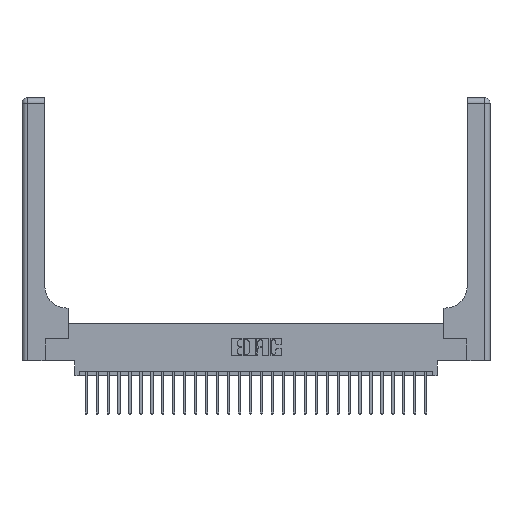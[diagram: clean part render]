
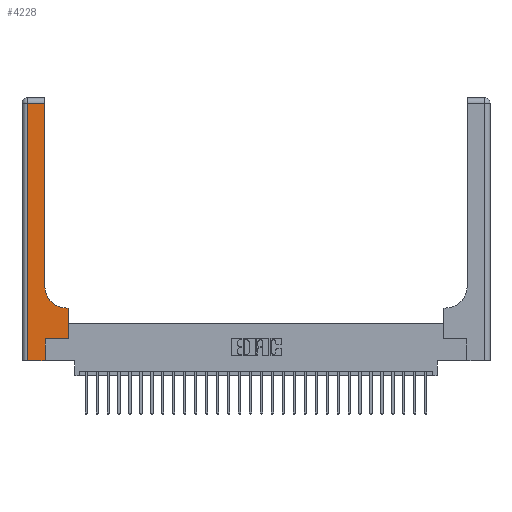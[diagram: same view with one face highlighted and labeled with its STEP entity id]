
A CAD part, top view. The second image highlights one B-rep face of the part: STEP entity #4228.
In plain terms, the highlighted planar face has unit normal (0, 0, 1).
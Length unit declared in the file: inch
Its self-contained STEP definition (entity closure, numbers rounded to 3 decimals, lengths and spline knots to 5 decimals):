
#244 = CARTESIAN_POINT ( 'NONE',  ( 0.528, 0.25, 0.37 ) ) ;
#746 = PLANE ( 'NONE',  #3076 ) ;
#836 = CARTESIAN_POINT ( 'NONE',  ( 0.06, 0., 0.37 ) ) ;
#955 = VECTOR ( 'NONE', #16928, 39.37008 ) ;
#1029 = FACE_OUTER_BOUND ( 'NONE', #21800, .T. ) ;
#1281 = EDGE_CURVE ( 'NONE', #26801, #16309, #15279, .T. ) ;
#1979 = CARTESIAN_POINT ( 'NONE',  ( 0.06, 3., 0.37 ) ) ;
#2085 = DIRECTION ( 'NONE',  ( -1., 0., 0. ) ) ;
#2488 = VECTOR ( 'NONE', #10780, 39.37008 ) ;
#2949 = ORIENTED_EDGE ( 'NONE', *, *, #18367, .T. ) ;
#3076 = AXIS2_PLACEMENT_3D ( 'NONE', #26680, #9671, #15917 ) ;
#3151 = VERTEX_POINT ( 'NONE', #4624 ) ;
#3967 = VERTEX_POINT ( 'NONE', #16760 ) ;
#4228 = ADVANCED_FACE ( 'NONE', ( #1029 ), #746, .F. ) ;
#4386 = DIRECTION ( 'NONE',  ( 0., -1., 0. ) ) ;
#4624 = CARTESIAN_POINT ( 'NONE',  ( 0.26, 0.85, 0.37 ) ) ;
#4698 = EDGE_CURVE ( 'NONE', #23891, #3151, #12507, .T. ) ;
#5755 = VERTEX_POINT ( 'NONE', #6825 ) ;
#6184 = CARTESIAN_POINT ( 'NONE',  ( 0.51, 0.6, 0.37 ) ) ;
#6339 = LINE ( 'NONE', #17673, #19390 ) ;
#6487 = DIRECTION ( 'NONE',  ( 1., 0., 0. ) ) ;
#6529 = ORIENTED_EDGE ( 'NONE', *, *, #6730, .T. ) ;
#6730 = EDGE_CURVE ( 'NONE', #3151, #13604, #11015, .T. ) ;
#6813 = VECTOR ( 'NONE', #4386, 39.37008 ) ;
#6825 = CARTESIAN_POINT ( 'NONE',  ( 0.265, 0.25, 0.37 ) ) ;
#7418 = CARTESIAN_POINT ( 'NONE',  ( 0.528, 0.25, 0.37 ) ) ;
#8060 = DIRECTION ( 'NONE',  ( 1., 0., 0. ) ) ;
#8200 = CARTESIAN_POINT ( 'NONE',  ( 0.51, 0.85, 0.37 ) ) ;
#8330 = DIRECTION ( 'NONE',  ( 1., 0., 0. ) ) ;
#9671 = DIRECTION ( 'NONE',  ( 0., 0., -1. ) ) ;
#10412 = LINE ( 'NONE', #19058, #955 ) ;
#10548 = ORIENTED_EDGE ( 'NONE', *, *, #27064, .T. ) ;
#10718 = AXIS2_PLACEMENT_3D ( 'NONE', #8200, #14574, #8060 ) ;
#10778 = VECTOR ( 'NONE', #19655, 39.37008 ) ;
#10780 = DIRECTION ( 'NONE',  ( 0., 1., 0. ) ) ;
#10847 = VERTEX_POINT ( 'NONE', #23663 ) ;
#11015 = LINE ( 'NONE', #15122, #10778 ) ;
#11262 = VERTEX_POINT ( 'NONE', #244 ) ;
#11919 = ORIENTED_EDGE ( 'NONE', *, *, #4698, .T. ) ;
#12507 = CIRCLE ( 'NONE', #10718, 0.25 ) ;
#13192 = LINE ( 'NONE', #25797, #2488 ) ;
#13604 = VERTEX_POINT ( 'NONE', #15822 ) ;
#14055 = VECTOR ( 'NONE', #6487, 39.37008 ) ;
#14395 = VECTOR ( 'NONE', #8330, 39.37008 ) ;
#14574 = DIRECTION ( 'NONE',  ( 0., 0., -1. ) ) ;
#15122 = CARTESIAN_POINT ( 'NONE',  ( 0.26, 3., 0.37 ) ) ;
#15279 = LINE ( 'NONE', #25907, #14395 ) ;
#15822 = CARTESIAN_POINT ( 'NONE',  ( 0.26, 2.94, 0.37 ) ) ;
#15917 = DIRECTION ( 'NONE',  ( -1., 0., 0. ) ) ;
#16309 = VERTEX_POINT ( 'NONE', #20466 ) ;
#16677 = CARTESIAN_POINT ( 'NONE',  ( 0.265, 0.25, 0.37 ) ) ;
#16760 = CARTESIAN_POINT ( 'NONE',  ( 0.528, 0.6, 0.37 ) ) ;
#16878 = ORIENTED_EDGE ( 'NONE', *, *, #24440, .T. ) ;
#16928 = DIRECTION ( 'NONE',  ( -1., 0., 0. ) ) ;
#17137 = LINE ( 'NONE', #1979, #6813 ) ;
#17673 = CARTESIAN_POINT ( 'NONE',  ( 0., 2.94, 0.37 ) ) ;
#17770 = DIRECTION ( 'NONE',  ( 0., 1., 0. ) ) ;
#18045 = LINE ( 'NONE', #7418, #24372 ) ;
#18367 = EDGE_CURVE ( 'NONE', #16309, #5755, #13192, .T. ) ;
#19058 = CARTESIAN_POINT ( 'NONE',  ( 0.26, 0.6, 0.37 ) ) ;
#19390 = VECTOR ( 'NONE', #2085, 39.37008 ) ;
#19655 = DIRECTION ( 'NONE',  ( 0., 1., 0. ) ) ;
#20466 = CARTESIAN_POINT ( 'NONE',  ( 0.265, 0., 0.37 ) ) ;
#21800 = EDGE_LOOP ( 'NONE', ( #6529, #25702, #22266, #26300, #2949, #10548, #16878, #25040, #11919 ) ) ;
#22266 = ORIENTED_EDGE ( 'NONE', *, *, #26611, .T. ) ;
#22854 = EDGE_CURVE ( 'NONE', #13604, #10847, #6339, .T. ) ;
#23335 = LINE ( 'NONE', #16677, #14055 ) ;
#23663 = CARTESIAN_POINT ( 'NONE',  ( 0.06, 2.94, 0.37 ) ) ;
#23891 = VERTEX_POINT ( 'NONE', #6184 ) ;
#24372 = VECTOR ( 'NONE', #17770, 39.37008 ) ;
#24440 = EDGE_CURVE ( 'NONE', #11262, #3967, #18045, .T. ) ;
#25040 = ORIENTED_EDGE ( 'NONE', *, *, #27483, .T. ) ;
#25702 = ORIENTED_EDGE ( 'NONE', *, *, #22854, .T. ) ;
#25797 = CARTESIAN_POINT ( 'NONE',  ( 0.265, 0., 0.37 ) ) ;
#25907 = CARTESIAN_POINT ( 'NONE',  ( 0., 0., 0.37 ) ) ;
#26300 = ORIENTED_EDGE ( 'NONE', *, *, #1281, .T. ) ;
#26611 = EDGE_CURVE ( 'NONE', #10847, #26801, #17137, .T. ) ;
#26680 = CARTESIAN_POINT ( 'NONE',  ( 0., 3., 0.37 ) ) ;
#26801 = VERTEX_POINT ( 'NONE', #836 ) ;
#27064 = EDGE_CURVE ( 'NONE', #5755, #11262, #23335, .T. ) ;
#27483 = EDGE_CURVE ( 'NONE', #3967, #23891, #10412, .T. ) ;
